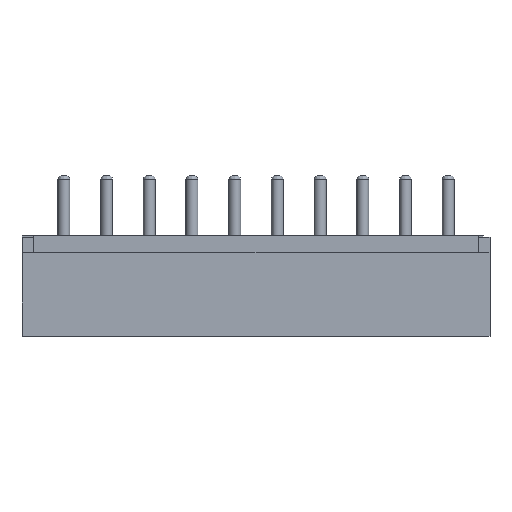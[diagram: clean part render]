
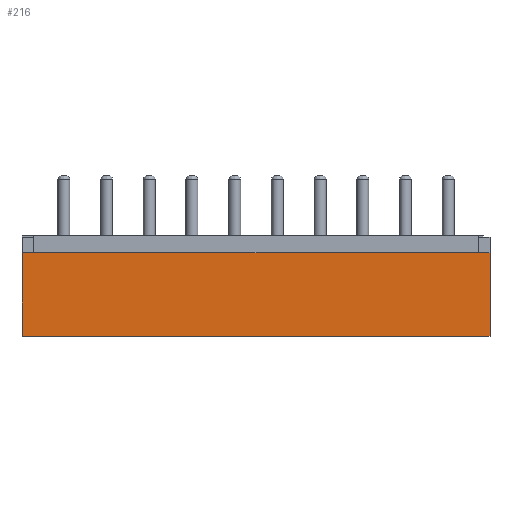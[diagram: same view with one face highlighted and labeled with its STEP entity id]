
A CAD part, front view. The second image highlights one B-rep face of the part: STEP entity #216.
In plain terms, the highlighted planar face has unit normal (0, -1, 0).
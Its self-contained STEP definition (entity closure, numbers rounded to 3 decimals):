
#216=ADVANCED_FACE('',(#426),#336,.F.);
#336=PLANE('',#2005);
#426=FACE_OUTER_BOUND('',#514,.T.);
#514=EDGE_LOOP('',(#823,#824,#825,#826));
#823=ORIENTED_EDGE('',*,*,#1435,.F.);
#824=ORIENTED_EDGE('',*,*,#1474,.T.);
#825=ORIENTED_EDGE('',*,*,#1445,.T.);
#826=ORIENTED_EDGE('',*,*,#1475,.T.);
#1246=VERTEX_POINT('',#2858);
#1247=VERTEX_POINT('',#2860);
#1255=VERTEX_POINT('',#2879);
#1256=VERTEX_POINT('',#2881);
#1435=EDGE_CURVE('',#1246,#1247,#1683,.T.);
#1445=EDGE_CURVE('',#1256,#1255,#1693,.T.);
#1474=EDGE_CURVE('',#1246,#1256,#1722,.T.);
#1475=EDGE_CURVE('',#1255,#1247,#1723,.T.);
#1683=LINE('',#2859,#1881);
#1693=LINE('',#2880,#1891);
#1722=LINE('',#2932,#1920);
#1723=LINE('',#2933,#1921);
#1881=VECTOR('',#2264,1.);
#1891=VECTOR('',#2278,1.);
#1920=VECTOR('',#2321,1.);
#1921=VECTOR('',#2322,1.);
#2005=AXIS2_PLACEMENT_3D('',#2934,#2323,#2324);
#2264=DIRECTION('',(0.,0.,-1.));
#2278=DIRECTION('',(0.,0.,-1.));
#2321=DIRECTION('',(-1.,0.,0.));
#2322=DIRECTION('',(1.,0.,0.));
#2323=DIRECTION('',(0.,1.,0.));
#2324=DIRECTION('',(-1.,0.,0.));
#2858=CARTESIAN_POINT('',(24.95,-3.1,8.1));
#2859=CARTESIAN_POINT('',(24.95,-3.1,9.1));
#2860=CARTESIAN_POINT('',(24.95,-3.1,3.2));
#2879=CARTESIAN_POINT('',(-2.45,-3.1,3.2));
#2880=CARTESIAN_POINT('',(-2.45,-3.1,9.1));
#2881=CARTESIAN_POINT('',(-2.45,-3.1,8.1));
#2932=CARTESIAN_POINT('',(268.81,-3.1,8.1));
#2933=CARTESIAN_POINT('',(-2.45,-3.1,3.2));
#2934=CARTESIAN_POINT('',(-2.45,-3.1,9.1));
